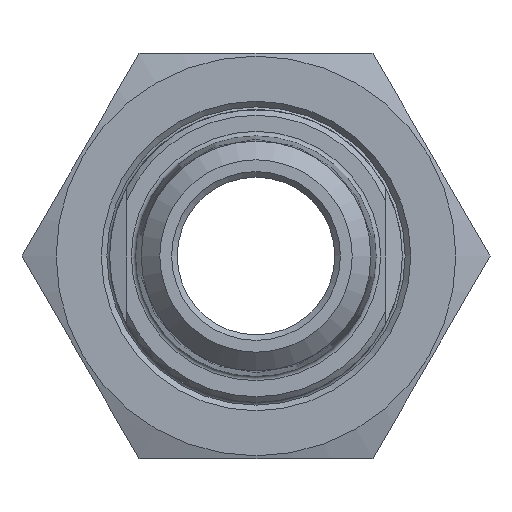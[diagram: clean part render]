
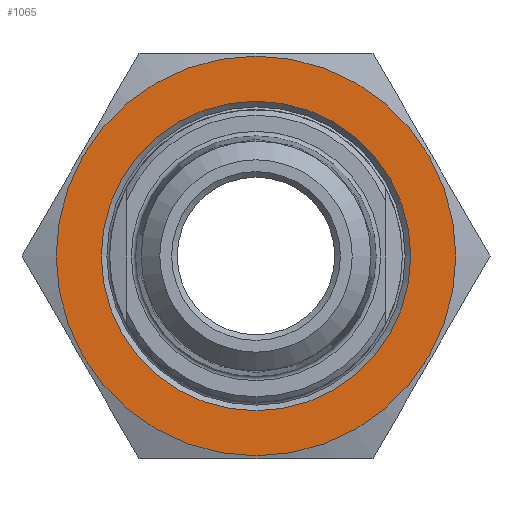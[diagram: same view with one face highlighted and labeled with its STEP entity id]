
A CAD part, left-side view. The second image highlights one B-rep face of the part: STEP entity #1065.
In plain terms, the highlighted planar face has unit normal (-1, 0, 0).
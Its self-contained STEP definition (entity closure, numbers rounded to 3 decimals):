
#49=FACE_BOUND('',#177,.T.);
#74=PLANE('',#1215);
#107=FACE_OUTER_BOUND('',#176,.T.);
#176=EDGE_LOOP('',(#765));
#177=EDGE_LOOP('',(#766));
#367=CIRCLE('',#1198,17.75);
#372=CIRCLE('',#1210,13.75);
#463=VERTEX_POINT('',#1783);
#469=VERTEX_POINT('',#1814);
#568=EDGE_CURVE('',#463,#463,#367,.T.);
#581=EDGE_CURVE('',#469,#469,#372,.T.);
#765=ORIENTED_EDGE('',*,*,#568,.T.);
#766=ORIENTED_EDGE('',*,*,#581,.F.);
#1065=ADVANCED_FACE('',(#107,#49),#74,.F.);
#1198=AXIS2_PLACEMENT_3D('',#1785,#1369,#1370);
#1210=AXIS2_PLACEMENT_3D('',#1815,#1399,#1400);
#1215=AXIS2_PLACEMENT_3D('',#1825,#1411,#1412);
#1369=DIRECTION('center_axis',(-1.,0.,0.));
#1370=DIRECTION('ref_axis',(0.,1.,0.));
#1399=DIRECTION('center_axis',(-1.,0.,0.));
#1400=DIRECTION('ref_axis',(0.,-1.,0.));
#1411=DIRECTION('center_axis',(1.,0.,0.));
#1412=DIRECTION('ref_axis',(0.,0.,-1.));
#1783=CARTESIAN_POINT('',(-7.75,-17.75,0.));
#1785=CARTESIAN_POINT('Origin',(-7.75,0.,0.));
#1814=CARTESIAN_POINT('',(-7.75,13.75,0.));
#1815=CARTESIAN_POINT('Origin',(-7.75,0.,0.));
#1825=CARTESIAN_POINT('Origin',(-7.75,0.,0.));
